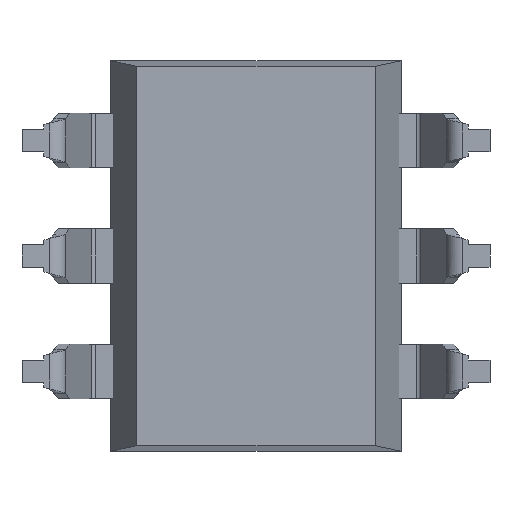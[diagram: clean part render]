
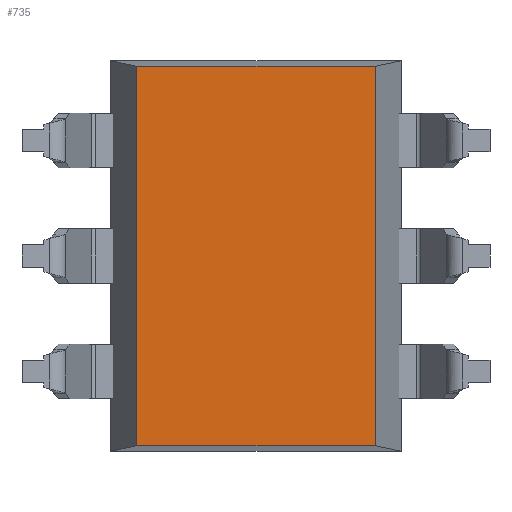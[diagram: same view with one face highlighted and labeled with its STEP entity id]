
A CAD part, front view. The second image highlights one B-rep face of the part: STEP entity #735.
In plain terms, the highlighted planar face has unit normal (0, -1, 0).
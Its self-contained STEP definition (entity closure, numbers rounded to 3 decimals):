
#52 = FACE_OUTER_BOUND ( 'NONE', #2648, .T. ) ;
#95 = VECTOR ( 'NONE', #4299, 1000. ) ;
#162 = CARTESIAN_POINT ( 'NONE',  ( -2.622, -1.778, -4.176 ) ) ;
#217 = VECTOR ( 'NONE', #4877, 1000. ) ;
#677 = EDGE_CURVE ( 'NONE', #5027, #3522, #2661, .T. ) ;
#735 = ADVANCED_FACE ( 'NONE', ( #52 ), #2855, .T. ) ;
#960 = EDGE_CURVE ( 'NONE', #5027, #3536, #4799, .T. ) ;
#1008 = ORIENTED_EDGE ( 'NONE', *, *, #677, .T. ) ;
#1124 = CARTESIAN_POINT ( 'NONE',  ( 2.622, -1.778, -4.176 ) ) ;
#1179 = VECTOR ( 'NONE', #2913, 1000. ) ;
#1230 = VECTOR ( 'NONE', #4665, 1000. ) ;
#1277 = LINE ( 'NONE', #4440, #217 ) ;
#1677 = CARTESIAN_POINT ( 'NONE',  ( -3.2, -1.778, -4.176 ) ) ;
#1813 = CARTESIAN_POINT ( 'NONE',  ( 0., -1.778, 0. ) ) ;
#2120 = VERTEX_POINT ( 'NONE', #4319 ) ;
#2240 = CARTESIAN_POINT ( 'NONE',  ( -2.622, -1.778, -6.8 ) ) ;
#2347 = ORIENTED_EDGE ( 'NONE', *, *, #4147, .T. ) ;
#2579 = EDGE_CURVE ( 'NONE', #3536, #2120, #1277, .T. ) ;
#2648 = EDGE_LOOP ( 'NONE', ( #3595, #3788, #1008, #2347 ) ) ;
#2661 = LINE ( 'NONE', #1677, #1179 ) ;
#2855 = PLANE ( 'NONE',  #4693 ) ;
#2913 = DIRECTION ( 'NONE',  ( 1., 0., 0. ) ) ;
#3317 = DIRECTION ( 'NONE',  ( 0., -1., 0. ) ) ;
#3522 = VERTEX_POINT ( 'NONE', #1124 ) ;
#3536 = VERTEX_POINT ( 'NONE', #4324 ) ;
#3595 = ORIENTED_EDGE ( 'NONE', *, *, #2579, .F. ) ;
#3788 = ORIENTED_EDGE ( 'NONE', *, *, #960, .F. ) ;
#4147 = EDGE_CURVE ( 'NONE', #3522, #2120, #4149, .T. ) ;
#4149 = LINE ( 'NONE', #5083, #95 ) ;
#4159 = DIRECTION ( 'NONE',  ( 0., 0., -1. ) ) ;
#4299 = DIRECTION ( 'NONE',  ( 0., 0., 1. ) ) ;
#4319 = CARTESIAN_POINT ( 'NONE',  ( 2.622, -1.778, 4.176 ) ) ;
#4324 = CARTESIAN_POINT ( 'NONE',  ( -2.622, -1.778, 4.176 ) ) ;
#4440 = CARTESIAN_POINT ( 'NONE',  ( -3.2, -1.778, 4.176 ) ) ;
#4665 = DIRECTION ( 'NONE',  ( 0., 0., 1. ) ) ;
#4693 = AXIS2_PLACEMENT_3D ( 'NONE', #1813, #3317, #4159 ) ;
#4799 = LINE ( 'NONE', #2240, #1230 ) ;
#4877 = DIRECTION ( 'NONE',  ( 1., 0., 0. ) ) ;
#5027 = VERTEX_POINT ( 'NONE', #162 ) ;
#5083 = CARTESIAN_POINT ( 'NONE',  ( 2.622, -1.778, -6.8 ) ) ;
